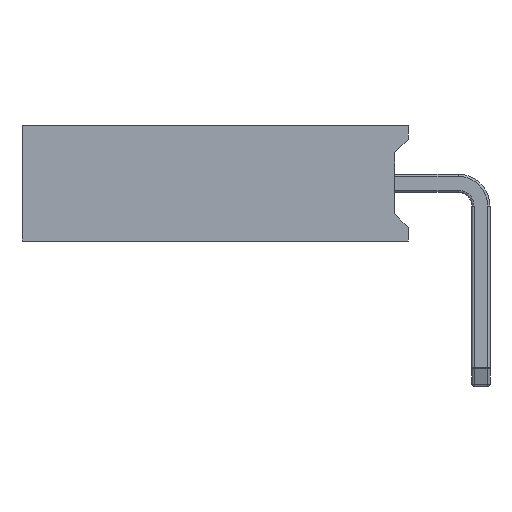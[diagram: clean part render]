
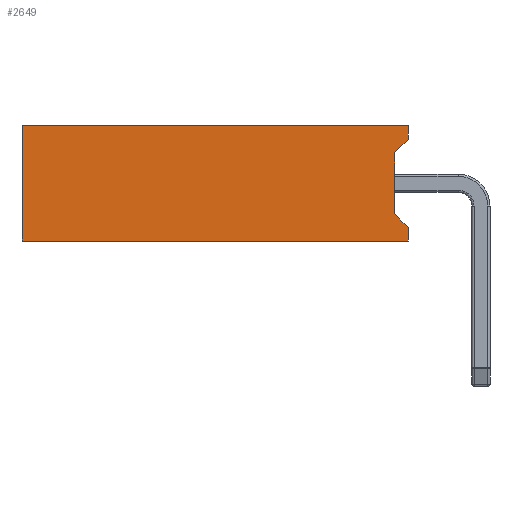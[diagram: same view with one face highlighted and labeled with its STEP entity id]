
A CAD part, left-side view. The second image highlights one B-rep face of the part: STEP entity #2649.
In plain terms, the highlighted planar face has unit normal (-1, 0, 0).
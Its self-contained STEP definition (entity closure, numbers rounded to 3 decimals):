
#142=PLANE('',#2887);
#217=FACE_OUTER_BOUND('',#380,.T.);
#380=EDGE_LOOP('',(#1749,#1750,#1751,#1752,#1753,#1754,#1755,#1756));
#547=LINE('',#4159,#745);
#551=LINE('',#4167,#749);
#557=LINE('',#4182,#755);
#568=LINE('',#4202,#766);
#569=LINE('',#4205,#767);
#572=LINE('',#4211,#770);
#573=LINE('',#4213,#771);
#574=LINE('',#4214,#772);
#745=VECTOR('',#3279,10.);
#749=VECTOR('',#3285,10.);
#755=VECTOR('',#3297,10.);
#766=VECTOR('',#3314,10.);
#767=VECTOR('',#3317,10.);
#770=VECTOR('',#3322,10.);
#771=VECTOR('',#3323,10.);
#772=VECTOR('',#3324,10.);
#1099=VERTEX_POINT('',#4157);
#1100=VERTEX_POINT('',#4158);
#1103=VERTEX_POINT('',#4166);
#1109=VERTEX_POINT('',#4181);
#1115=VERTEX_POINT('',#4200);
#1116=VERTEX_POINT('',#4204);
#1118=VERTEX_POINT('',#4210);
#1119=VERTEX_POINT('',#4212);
#1323=EDGE_CURVE('',#1099,#1100,#547,.T.);
#1327=EDGE_CURVE('',#1103,#1100,#551,.T.);
#1335=EDGE_CURVE('',#1103,#1109,#557,.T.);
#1346=EDGE_CURVE('',#1099,#1115,#568,.T.);
#1347=EDGE_CURVE('',#1116,#1109,#569,.T.);
#1350=EDGE_CURVE('',#1115,#1118,#572,.T.);
#1351=EDGE_CURVE('',#1119,#1118,#573,.T.);
#1352=EDGE_CURVE('',#1116,#1119,#574,.T.);
#1749=ORIENTED_EDGE('',*,*,#1327,.T.);
#1750=ORIENTED_EDGE('',*,*,#1323,.F.);
#1751=ORIENTED_EDGE('',*,*,#1346,.T.);
#1752=ORIENTED_EDGE('',*,*,#1350,.T.);
#1753=ORIENTED_EDGE('',*,*,#1351,.F.);
#1754=ORIENTED_EDGE('',*,*,#1352,.F.);
#1755=ORIENTED_EDGE('',*,*,#1347,.T.);
#1756=ORIENTED_EDGE('',*,*,#1335,.F.);
#2649=ADVANCED_FACE('',(#217),#142,.T.);
#2887=AXIS2_PLACEMENT_3D('',#4209,#3320,#3321);
#3279=DIRECTION('',(0.,0.707,-0.707));
#3285=DIRECTION('',(0.,0.,1.));
#3297=DIRECTION('',(0.,-0.707,-0.707));
#3314=DIRECTION('',(0.,0.,1.));
#3317=DIRECTION('',(0.,0.,1.));
#3320=DIRECTION('center_axis',(-1.,0.,0.));
#3321=DIRECTION('ref_axis',(0.,0.,
1.));
#3322=DIRECTION('',(0.,1.,0.));
#3323=DIRECTION('',(0.,0.,1.));
#3324=DIRECTION('',(0.,1.,0.));
#4157=CARTESIAN_POINT('',(-1.27,1.6,2.24));
#4158=CARTESIAN_POINT('',(-1.27,1.9,1.94));
#4159=CARTESIAN_POINT('',(-1.27,2.235,1.605));
#4166=CARTESIAN_POINT('',(-1.27,1.9,0.6));
#4167=CARTESIAN_POINT('',(-1.27,1.9,0.635));
#4181=CARTESIAN_POINT('',(-1.27,1.6,0.3));
#4182=CARTESIAN_POINT('',(-1.27,1.6,0.3));
#4200=CARTESIAN_POINT('',(-1.27,1.6,2.54));
#4202=CARTESIAN_POINT('',(-1.27,1.6,0.));
#4204=CARTESIAN_POINT('',(-1.27,1.6,0.));
#4205=CARTESIAN_POINT('',(-1.27,1.6,0.));
#4209=CARTESIAN_POINT('Origin',(-1.27,1.6,0.));
#4210=CARTESIAN_POINT('',(-1.27,10.1,2.54));
#4211=CARTESIAN_POINT('',(-1.27,1.6,2.54));
#4212=CARTESIAN_POINT('',(-1.27,10.1,0.));
#4213=CARTESIAN_POINT('',(-1.27,10.1,0.));
#4214=CARTESIAN_POINT('',(-1.27,1.6,0.));
